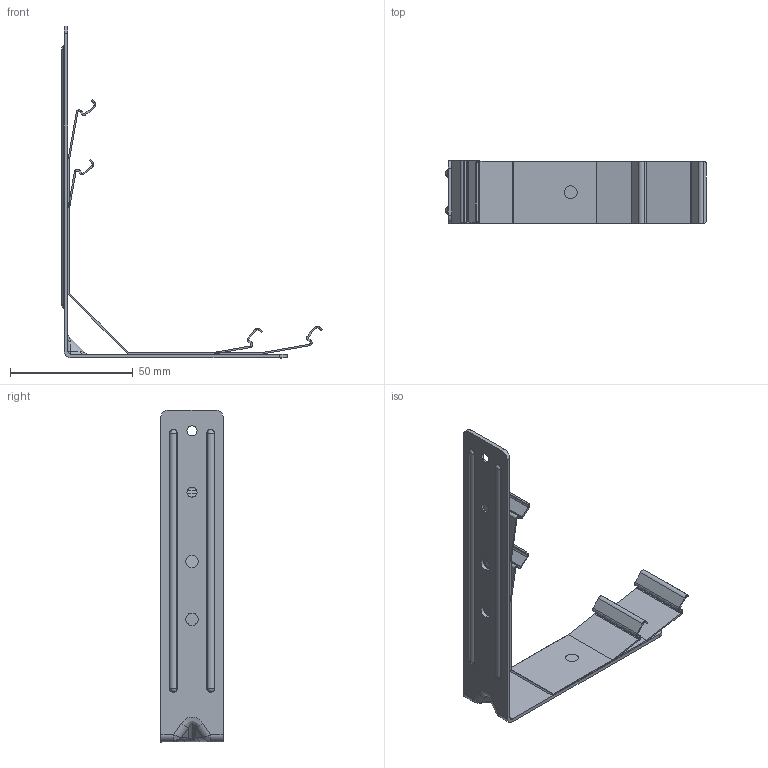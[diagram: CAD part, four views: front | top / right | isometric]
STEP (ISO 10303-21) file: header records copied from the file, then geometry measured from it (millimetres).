
FILE_DESCRIPTION (( 'STEP AP203' ), '1' );
FILE_NAME ('CDLB4_3D_WEB.STEP', '2015-08-19T14:39:01', ( '' ), ( '' ), 'SwSTEP 2.0', 'SolidWorks 2014', '' );
FILE_SCHEMA (( 'CONFIG_CONTROL_DESIGN' ));
Length unit declared in the file: inch
Products named in the file (4): D39353BB_04; D39353BA_06; D39257EL_04; CDLB4_3D_WEB
Assembly tree (3 placements, depth 2):
  CDLB4_3D_WEB
    D39353BB_04
    D39353BA_06
    D39257EL_04
Bounding box: 106.4 x 25.4 x 135.38 mm (x, y, z)
Volume: 14511.8 mm3; surface area: 31332.3 mm2
Topology: 3 solids, 3 shells, 214 faces, 568 edges, 360 vertices
Faces by surface type: cylinder 108, plane 72, bspline 22, torus 8, cone 4
Entity records: 7886 total; most frequent: CARTESIAN_POINT 2090, DIRECTION 1158, ORIENTED_EDGE 1128, EDGE_CURVE 564, AXIS2_PLACEMENT_3D 426, VERTEX_POINT 360, VECTOR 306, LINE 306
